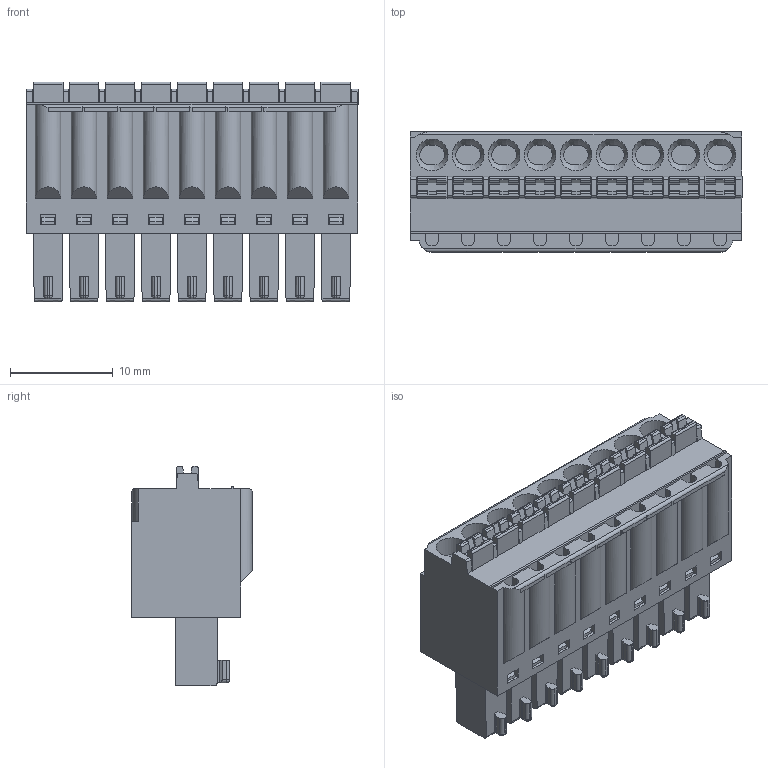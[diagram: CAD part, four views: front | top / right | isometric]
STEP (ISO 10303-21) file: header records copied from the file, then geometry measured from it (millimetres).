
FILE_DESCRIPTION(('STEP AP214'),'1');
FILE_NAME('SHM09-3,5-P.stp','2018-01-26T13:27:04',(' '),(' '),'Spatial InterOp 3D',' ',' ');
FILE_SCHEMA(('automotive_design'));
Length unit declared in the file: metre
Products named in the file (1): 1
Bounding box: 32.3 x 11.7 x 21.4 mm (x, y, z)
Volume: 4868.9 mm3; surface area: 3852.9 mm2
Topology: 1 solids, 1 shells, 922 faces, 2487 edges, 1638 vertices
Faces by surface type: plane 648, cylinder 211, cone 27, sphere 18, extrusion 9, torus 9
Full cylindrical faces by diameter (mm): 1.2 x9, 3.1 x9
Entity records: 36301 total; most frequent: CARTESIAN_POINT 6079, ORIENTED_EDGE 4776, DIRECTION 4540, EDGE_CURVE 2388, VECTOR 1810, LINE 1801, VERTEX_POINT 1602, AXIS2_PLACEMENT_3D 1365
